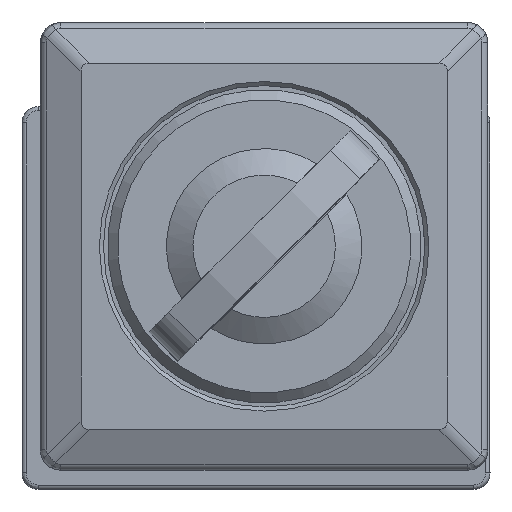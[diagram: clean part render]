
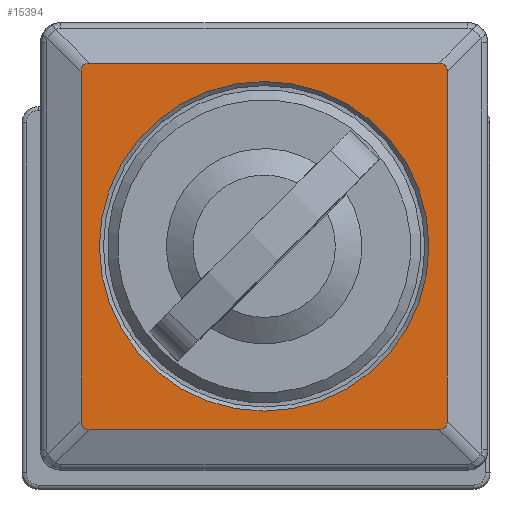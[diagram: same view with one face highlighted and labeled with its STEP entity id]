
A CAD part, top view. The second image highlights one B-rep face of the part: STEP entity #15394.
In plain terms, the highlighted planar face has unit normal (0, 0, 1).
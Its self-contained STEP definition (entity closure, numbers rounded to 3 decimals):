
#122 = CARTESIAN_POINT ( 'NONE',  ( 0., -9., 9. ) ) ;
#222 = CARTESIAN_POINT ( 'NONE',  ( -9., 8.59, 9. ) ) ;
#863 = FACE_BOUND ( 'NONE', #9891, .T. ) ;
#1129 = VERTEX_POINT ( 'NONE', #8820 ) ;
#1253 = CARTESIAN_POINT ( 'NONE',  ( 9., -8.59, 9. ) ) ;
#1303 = VERTEX_POINT ( 'NONE', #13989 ) ;
#1439 = EDGE_CURVE ( 'NONE', #2048, #6005, #14987, .T. ) ;
#1450 = CARTESIAN_POINT ( 'NONE',  ( -8.59, 9., 9. ) ) ;
#1820 = EDGE_CURVE ( 'NONE', #1303, #8228, #2894, .T. ) ;
#2048 = VERTEX_POINT ( 'NONE', #13921 ) ;
#2141 = AXIS2_PLACEMENT_3D ( 'NONE', #10222, #5869, #11626 ) ;
#2234 = EDGE_CURVE ( 'NONE', #10553, #6005, #5509, .T. ) ;
#2894 = LINE ( 'NONE', #8659, #3288 ) ;
#2973 = VERTEX_POINT ( 'NONE', #16330 ) ;
#2990 = CARTESIAN_POINT ( 'NONE',  ( 8.59, 9., 9. ) ) ;
#3288 = VECTOR ( 'NONE', #7239, 1000. ) ;
#3418 = DIRECTION ( 'NONE',  ( 0., 1., 0. ) ) ;
#4081 = ORIENTED_EDGE ( 'NONE', *, *, #8892, .F. ) ;
#4114 = CARTESIAN_POINT ( 'NONE',  ( -8.859, -9., 9. ) ) ;
#4154 = EDGE_LOOP ( 'NONE', ( #4081, #8000, #12917, #18017, #16795, #4906, #6155, #6882 ) ) ;
#4429 = CARTESIAN_POINT ( 'NONE',  ( -9., 8.59, 9. ) ) ;
#4889 = DIRECTION ( 'NONE',  ( -1., 0., 0. ) ) ;
#4906 = ORIENTED_EDGE ( 'NONE', *, *, #18449, .T. ) ;
#5509 =( BOUNDED_CURVE ( )  B_SPLINE_CURVE ( 3, ( #15526, #17309, #4114, #7034 ),
 .UNSPECIFIED., .F., .F. ) 
 B_SPLINE_CURVE_WITH_KNOTS ( ( 4, 4 ),
 ( 5.989, 6.578 ),
 .UNSPECIFIED. ) 
 CURVE ( )  GEOMETRIC_REPRESENTATION_ITEM ( )  RATIONAL_B_SPLINE_CURVE ( ( 1., 0.971, 0.971, 1. ) ) 
 REPRESENTATION_ITEM ( '' )  );
#5869 = DIRECTION ( 'NONE',  ( 0., 0., -1. ) ) ;
#5872 = CARTESIAN_POINT ( 'NONE',  ( -9., 8.859, 9. ) ) ;
#5952 = CARTESIAN_POINT ( 'NONE',  ( -9., -8.59, 9. ) ) ;
#5957 = EDGE_CURVE ( 'NONE', #14672, #14672, #8475, .T. ) ;
#6005 = VERTEX_POINT ( 'NONE', #9172 ) ;
#6155 = ORIENTED_EDGE ( 'NONE', *, *, #1820, .F. ) ;
#6243 = CARTESIAN_POINT ( 'NONE',  ( -9., 0., 9. ) ) ;
#6882 = ORIENTED_EDGE ( 'NONE', *, *, #8757, .T. ) ;
#7034 = CARTESIAN_POINT ( 'NONE',  ( -8.59, -9., 9. ) ) ;
#7239 = DIRECTION ( 'NONE',  ( 1., 0., 0. ) ) ;
#7494 = VECTOR ( 'NONE', #4889, 1000. ) ;
#7499 = CARTESIAN_POINT ( 'NONE',  ( 8.1, 0., 9. ) ) ;
#7659 = DIRECTION ( 'NONE',  ( 0., 0., 1. ) ) ;
#8000 = ORIENTED_EDGE ( 'NONE', *, *, #2234, .T. ) ;
#8216 = VECTOR ( 'NONE', #10272, 1000. ) ;
#8228 = VERTEX_POINT ( 'NONE', #12516 ) ;
#8475 = CIRCLE ( 'NONE', #2141, 8.1 ) ;
#8659 = CARTESIAN_POINT ( 'NONE',  ( 0., 9., 9. ) ) ;
#8757 = EDGE_CURVE ( 'NONE', #1303, #14422, #12279, .T. ) ;
#8820 = CARTESIAN_POINT ( 'NONE',  ( 9., 8.59, 9. ) ) ;
#8892 = EDGE_CURVE ( 'NONE', #10553, #14422, #16431, .T. ) ;
#9167 = DIRECTION ( 'NONE',  ( 1., 0., 0. ) ) ;
#9172 = CARTESIAN_POINT ( 'NONE',  ( -8.59, -9., 9. ) ) ;
#9193 = EDGE_CURVE ( 'NONE', #1129, #2973, #16019, .T. ) ;
#9891 = EDGE_LOOP ( 'NONE', ( #13653 ) ) ;
#10222 = CARTESIAN_POINT ( 'NONE',  ( 0., 0., 9. ) ) ;
#10272 = DIRECTION ( 'NONE',  ( 0., -1., 0. ) ) ;
#10467 =( BOUNDED_CURVE ( )  B_SPLINE_CURVE ( 3, ( #12210, #12305, #11668, #2990 ),
 .UNSPECIFIED., .F., .F. ) 
 B_SPLINE_CURVE_WITH_KNOTS ( ( 4, 4 ),
 ( 2.847, 3.436 ),
 .UNSPECIFIED. ) 
 CURVE ( )  GEOMETRIC_REPRESENTATION_ITEM ( )  RATIONAL_B_SPLINE_CURVE ( ( 1., 0.971, 0.971, 1. ) ) 
 REPRESENTATION_ITEM ( '' )  );
#10553 = VERTEX_POINT ( 'NONE', #5952 ) ;
#10865 = PLANE ( 'NONE',  #15549 ) ;
#10970 = CARTESIAN_POINT ( 'NONE',  ( 9., -8.859, 9. ) ) ;
#11063 = CARTESIAN_POINT ( 'NONE',  ( 8.859, -9., 9. ) ) ;
#11540 = CARTESIAN_POINT ( 'NONE',  ( -8.859, 9., 9. ) ) ;
#11626 = DIRECTION ( 'NONE',  ( 1., 0., 0. ) ) ;
#11668 = CARTESIAN_POINT ( 'NONE',  ( 8.859, 9., 9. ) ) ;
#12210 = CARTESIAN_POINT ( 'NONE',  ( 9., 8.59, 9. ) ) ;
#12279 =( BOUNDED_CURVE ( )  B_SPLINE_CURVE ( 3, ( #1450, #11540, #5872, #222 ),
 .UNSPECIFIED., .F., .T. ) 
 B_SPLINE_CURVE_WITH_KNOTS ( ( 4, 4 ),
 ( 5.989, 6.578 ),
 .UNSPECIFIED. ) 
 CURVE ( )  GEOMETRIC_REPRESENTATION_ITEM ( )  RATIONAL_B_SPLINE_CURVE ( ( 1., 0.971, 0.971, 1. ) ) 
 REPRESENTATION_ITEM ( '' )  );
#12305 = CARTESIAN_POINT ( 'NONE',  ( 9., 8.859, 9. ) ) ;
#12516 = CARTESIAN_POINT ( 'NONE',  ( 8.59, 9., 9. ) ) ;
#12721 = VECTOR ( 'NONE', #3418, 1000. ) ;
#12750 = EDGE_CURVE ( 'NONE', #2048, #2973, #18175, .T. ) ;
#12917 = ORIENTED_EDGE ( 'NONE', *, *, #1439, .F. ) ;
#13653 = ORIENTED_EDGE ( 'NONE', *, *, #5957, .T. ) ;
#13689 = FACE_OUTER_BOUND ( 'NONE', #4154, .T. ) ;
#13921 = CARTESIAN_POINT ( 'NONE',  ( 8.59, -9., 9. ) ) ;
#13989 = CARTESIAN_POINT ( 'NONE',  ( -8.59, 9., 9. ) ) ;
#14422 = VERTEX_POINT ( 'NONE', #4429 ) ;
#14672 = VERTEX_POINT ( 'NONE', #7499 ) ;
#14987 = LINE ( 'NONE', #122, #7494 ) ;
#15394 = ADVANCED_FACE ( 'NONE', ( #863, #13689 ), #10865, .T. ) ;
#15526 = CARTESIAN_POINT ( 'NONE',  ( -9., -8.59, 9. ) ) ;
#15549 = AXIS2_PLACEMENT_3D ( 'NONE', #17848, #7659, #9167 ) ;
#16019 = LINE ( 'NONE', #17255, #8216 ) ;
#16330 = CARTESIAN_POINT ( 'NONE',  ( 9., -8.59, 9. ) ) ;
#16431 = LINE ( 'NONE', #6243, #12721 ) ;
#16795 = ORIENTED_EDGE ( 'NONE', *, *, #9193, .F. ) ;
#17255 = CARTESIAN_POINT ( 'NONE',  ( 9., 0., 9. ) ) ;
#17309 = CARTESIAN_POINT ( 'NONE',  ( -9., -8.859, 9. ) ) ;
#17848 = CARTESIAN_POINT ( 'NONE',  ( -9., -9., 9. ) ) ;
#18017 = ORIENTED_EDGE ( 'NONE', *, *, #12750, .T. ) ;
#18175 =( BOUNDED_CURVE ( )  B_SPLINE_CURVE ( 3, ( #18229, #11063, #10970, #1253 ),
 .UNSPECIFIED., .F., .F. ) 
 B_SPLINE_CURVE_WITH_KNOTS ( ( 4, 4 ),
 ( 2.847, 3.436 ),
 .UNSPECIFIED. ) 
 CURVE ( )  GEOMETRIC_REPRESENTATION_ITEM ( )  RATIONAL_B_SPLINE_CURVE ( ( 1., 0.971, 0.971, 1. ) ) 
 REPRESENTATION_ITEM ( '' )  );
#18229 = CARTESIAN_POINT ( 'NONE',  ( 8.59, -9., 9. ) ) ;
#18449 = EDGE_CURVE ( 'NONE', #1129, #8228, #10467, .T. ) ;
